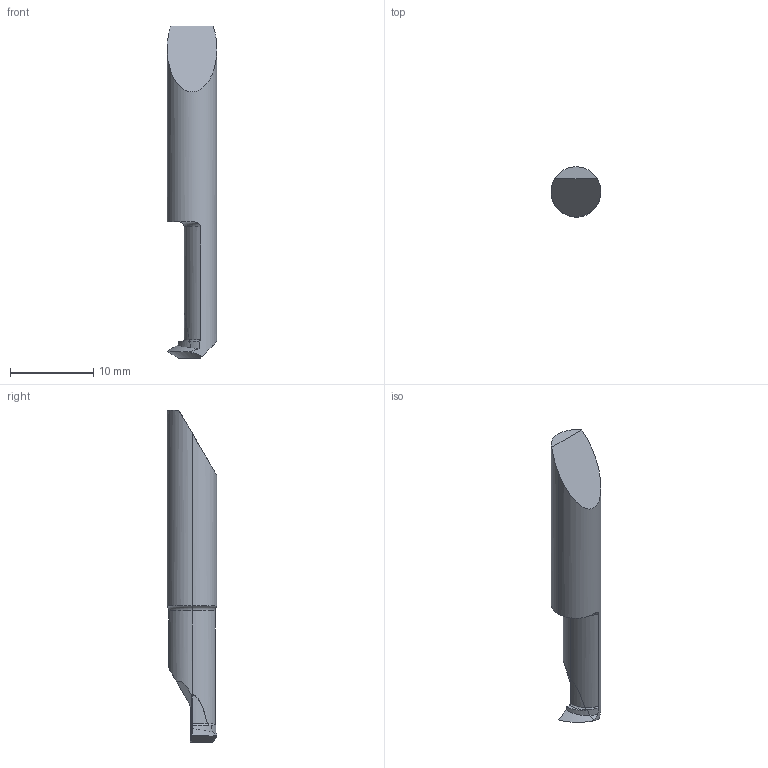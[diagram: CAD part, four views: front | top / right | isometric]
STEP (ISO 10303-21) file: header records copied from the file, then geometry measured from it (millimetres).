
FILE_DESCRIPTION(/* description */ (''),/* implementation_level */ '2;1');
FILE_NAME(/* name */ '1603715564291.stp',/* time_stamp */ '2020-10-26T18:02:52+06:00',/* author */ (''),/* organization */ ('SMS'),/* preprocessor_version */ 'ST-DEVELOPER v16.7',/* originating_system */ 'SIEMENS PLM Software NX 12.0',/* authorisation */ '');
FILE_SCHEMA (('AUTOMOTIVE_DESIGN { 1 0 10303 214 3 1 1 1 }'));
Length unit declared in the file: millimetre
Products named in the file (1): 203206600mod000_00
Bounding box: 6 x 6 x 40 mm (x, y, z)
Volume: 805.7 mm3; surface area: 701.4 mm2
Topology: 2 solids, 2 shells, 37 faces, 97 edges, 67 vertices
Faces by surface type: plane 13, cylinder 9, torus 7, bspline 7, cone 1
Entity records: 1592 total; most frequent: CARTESIAN_POINT 718, ORIENTED_EDGE 192, DIRECTION 137, EDGE_CURVE 96, VERTEX_POINT 63, AXIS2_PLACEMENT_3D 56, B_SPLINE_CURVE_WITH_KNOTS 40, ADVANCED_FACE 37
